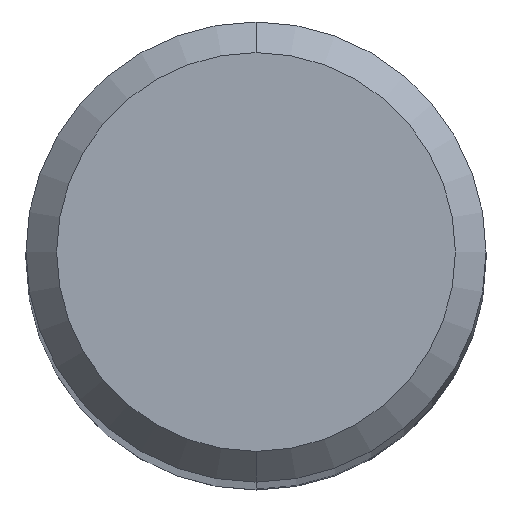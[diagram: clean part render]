
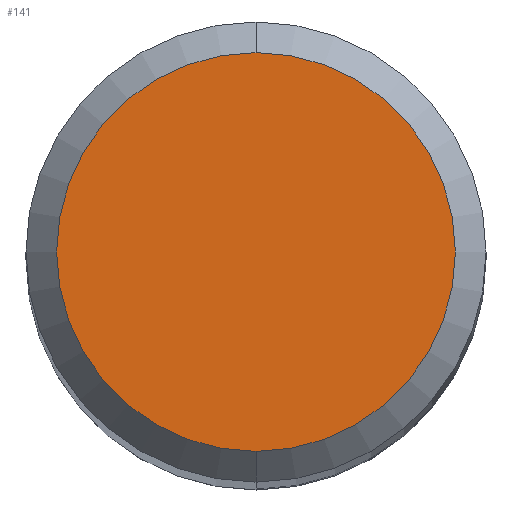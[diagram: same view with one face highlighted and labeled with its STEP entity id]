
A CAD part, top view. The second image highlights one B-rep face of the part: STEP entity #141.
In plain terms, the highlighted planar face has unit normal (0, 0, 1).
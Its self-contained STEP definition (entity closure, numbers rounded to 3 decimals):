
#141=ADVANCED_FACE('',(#346),#347,.T.);
#183=VERTEX_POINT('',#392);
#195=EDGE_CURVE('',#183,#259,#406,.T.);
#259=VERTEX_POINT('',#478);
#285=EDGE_CURVE('',#259,#183,#511,.T.);
#346=FACE_OUTER_BOUND('',#573,.T.);
#347=PLANE('',#574);
#392=CARTESIAN_POINT('',(0.0,2.6,0.01));
#406=CIRCLE('',#644,2.6);
#478=CARTESIAN_POINT('',(0.,-2.6,0.01));
#511=CIRCLE('',#781,2.6);
#573=EDGE_LOOP('',(#838,#839));
#574=AXIS2_PLACEMENT_3D('',#840,#841,#842);
#644=AXIS2_PLACEMENT_3D('',#906,#907,#908);
#781=AXIS2_PLACEMENT_3D('',#1050,#1051,#1052);
#838=ORIENTED_EDGE('',*,*,#195,.F.);
#839=ORIENTED_EDGE('',*,*,#285,.F.);
#840=CARTESIAN_POINT('',(0.0,1.3,0.01));
#841=DIRECTION('',(-0.0,0.0,1.0));
#842=DIRECTION('',(0.0,-1.0,0.0));
#906=CARTESIAN_POINT('',(0.0,0.0,0.01));
#907=DIRECTION('',(0.0,0.0,-1.0));
#908=DIRECTION('',(0.0,1.0,0.0));
#1050=CARTESIAN_POINT('',(0.0,0.0,0.01));
#1051=DIRECTION('',(0.0,0.0,-1.0));
#1052=DIRECTION('',(0.0,1.0,0.0));
